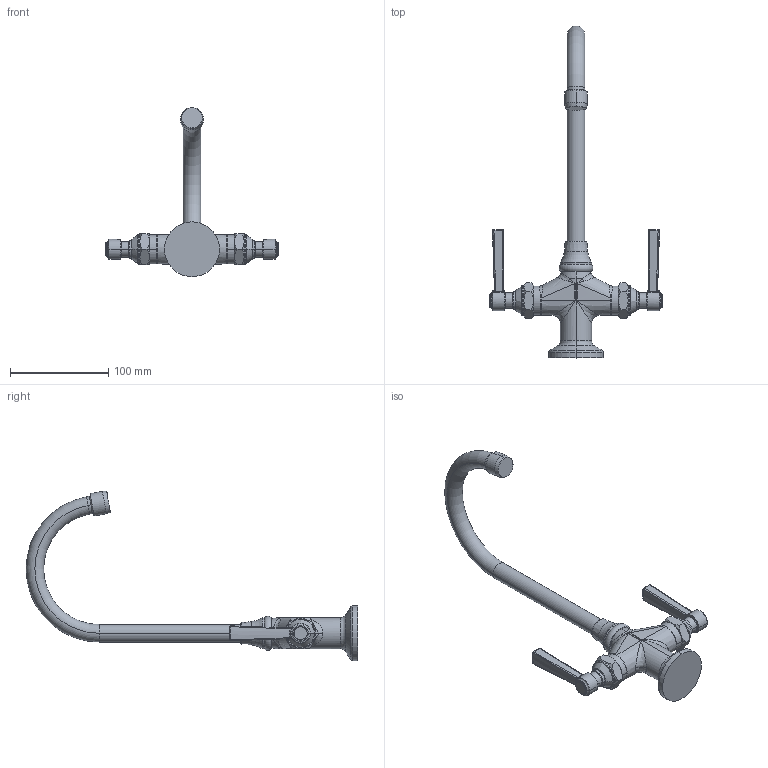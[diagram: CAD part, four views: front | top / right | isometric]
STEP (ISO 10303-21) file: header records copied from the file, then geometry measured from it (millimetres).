
FILE_DESCRIPTION((''),'2;1');
FILE_NAME('1628','2021-05-11T16:25:57',('rsmith'),(''),'CREO PARAMETRIC BY PTC INC, 2018400','CREO PARAMETRIC BY PTC INC, 2018400','');
FILE_SCHEMA(('AUTOMOTIVE_DESIGN { 1 0 10303 214 1 1 1 1 }'));
Length unit declared in the file: inch
Products named in the file (1): 1628
Bounding box: 175.67 x 338.07 x 172.61 mm (x, y, z)
Volume: 306649.7 mm3; surface area: 55279.6 mm2
Topology: 1 solids, 1 shells, 235 faces, 506 edges, 292 vertices
Faces by surface type: bspline 88, cylinder 48, plane 41, torus 38, cone 12, sphere 8
Entity records: 15553 total; most frequent: CARTESIAN_POINT 7045, ORIENTED_EDGE 1012, DIRECTION 882, PRESENTATION_STYLE_ASSIGNMENT 742, STYLED_ITEM 507, CURVE_STYLE 506, EDGE_CURVE 506, AXIS2_PLACEMENT_3D 397
